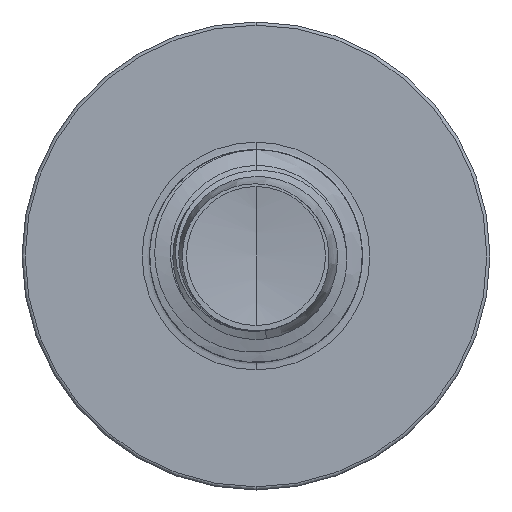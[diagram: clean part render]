
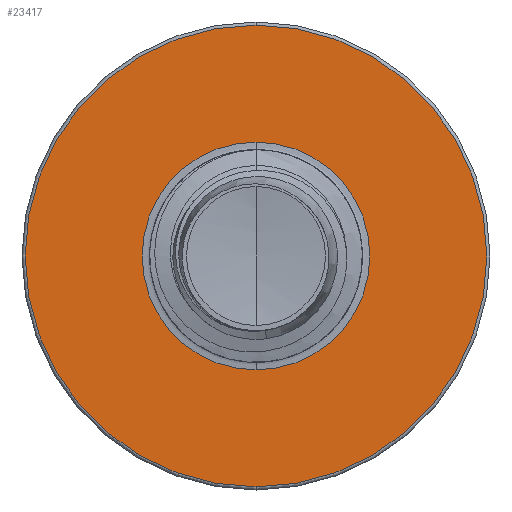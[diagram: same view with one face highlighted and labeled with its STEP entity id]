
A CAD part, front view. The second image highlights one B-rep face of the part: STEP entity #23417.
In plain terms, the highlighted planar face has unit normal (0, -1, 0).
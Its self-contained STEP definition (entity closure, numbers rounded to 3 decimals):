
#5236 = FACE_OUTER_BOUND ( 'NONE', #55715, .T. ) ;
#6174 = DIRECTION ( 'NONE',  ( 0., 0., 1. ) ) ;
#7868 = EDGE_CURVE ( 'NONE', #37692, #13926, #41194, .T. ) ;
#9630 = AXIS2_PLACEMENT_3D ( 'NONE', #48934, #22388, #53149 ) ;
#10474 = EDGE_CURVE ( 'NONE', #21281, #23001, #51629, .T. ) ;
#11810 = DIRECTION ( 'NONE',  ( 0., 0., 1. ) ) ;
#11874 = DIRECTION ( 'NONE',  ( 0., 1., 0. ) ) ;
#11890 = CARTESIAN_POINT ( 'NONE',  ( 0., 32.5, 0. ) ) ;
#12920 = CARTESIAN_POINT ( 'NONE',  ( 0., 32.5, 5.425 ) ) ;
#13610 = DIRECTION ( 'NONE',  ( 0., 1., 0. ) ) ;
#13926 = VERTEX_POINT ( 'NONE', #22864 ) ;
#16723 = DIRECTION ( 'NONE',  ( 0., 0., 1. ) ) ;
#16771 = DIRECTION ( 'NONE',  ( 0., 1., 0. ) ) ;
#16783 = CARTESIAN_POINT ( 'NONE',  ( 0., 32.5, 0. ) ) ;
#20651 = AXIS2_PLACEMENT_3D ( 'NONE', #31600, #36016, #6174 ) ;
#21281 = VERTEX_POINT ( 'NONE', #45774 ) ;
#22388 = DIRECTION ( 'NONE',  ( 0., 1., 0. ) ) ;
#22864 = CARTESIAN_POINT ( 'NONE',  ( 0., 32.5, -5.425 ) ) ;
#23001 = VERTEX_POINT ( 'NONE', #29800 ) ;
#23417 = ADVANCED_FACE ( 'NONE', ( #5236, #32325 ), #57199, .F. ) ;
#29800 = CARTESIAN_POINT ( 'NONE',  ( 0., 32.5, 2.677 ) ) ;
#30214 = EDGE_CURVE ( 'NONE', #13926, #37692, #50790, .T. ) ;
#30934 = AXIS2_PLACEMENT_3D ( 'NONE', #41832, #13610, #46057 ) ;
#31600 = CARTESIAN_POINT ( 'NONE',  ( 0., 32.5, -2.677 ) ) ;
#31833 = EDGE_LOOP ( 'NONE', ( #50332, #56467 ) ) ;
#32325 = FACE_BOUND ( 'NONE', #31833, .T. ) ;
#36016 = DIRECTION ( 'NONE',  ( 0., 1., 0. ) ) ;
#37380 = AXIS2_PLACEMENT_3D ( 'NONE', #11890, #11874, #11810 ) ;
#37692 = VERTEX_POINT ( 'NONE', #12920 ) ;
#38342 = EDGE_CURVE ( 'NONE', #23001, #21281, #57624, .T. ) ;
#41194 = CIRCLE ( 'NONE', #37380, 5.425 ) ;
#41832 = CARTESIAN_POINT ( 'NONE',  ( 0., 32.5, 0. ) ) ;
#45774 = CARTESIAN_POINT ( 'NONE',  ( 0., 32.5, -2.677 ) ) ;
#46057 = DIRECTION ( 'NONE',  ( 0., 0., 1. ) ) ;
#48934 = CARTESIAN_POINT ( 'NONE',  ( 0., 32.5, 0. ) ) ;
#50332 = ORIENTED_EDGE ( 'NONE', *, *, #38342, .T. ) ;
#50790 = CIRCLE ( 'NONE', #9630, 5.425 ) ;
#51629 = CIRCLE ( 'NONE', #56180, 2.677 ) ;
#52485 = ORIENTED_EDGE ( 'NONE', *, *, #30214, .F. ) ;
#53149 = DIRECTION ( 'NONE',  ( 0., 0., 1. ) ) ;
#55715 = EDGE_LOOP ( 'NONE', ( #56242, #52485 ) ) ;
#56180 = AXIS2_PLACEMENT_3D ( 'NONE', #16783, #16771, #16723 ) ;
#56242 = ORIENTED_EDGE ( 'NONE', *, *, #7868, .F. ) ;
#56467 = ORIENTED_EDGE ( 'NONE', *, *, #10474, .T. ) ;
#57199 = PLANE ( 'NONE',  #20651 ) ;
#57624 = CIRCLE ( 'NONE', #30934, 2.677 ) ;
